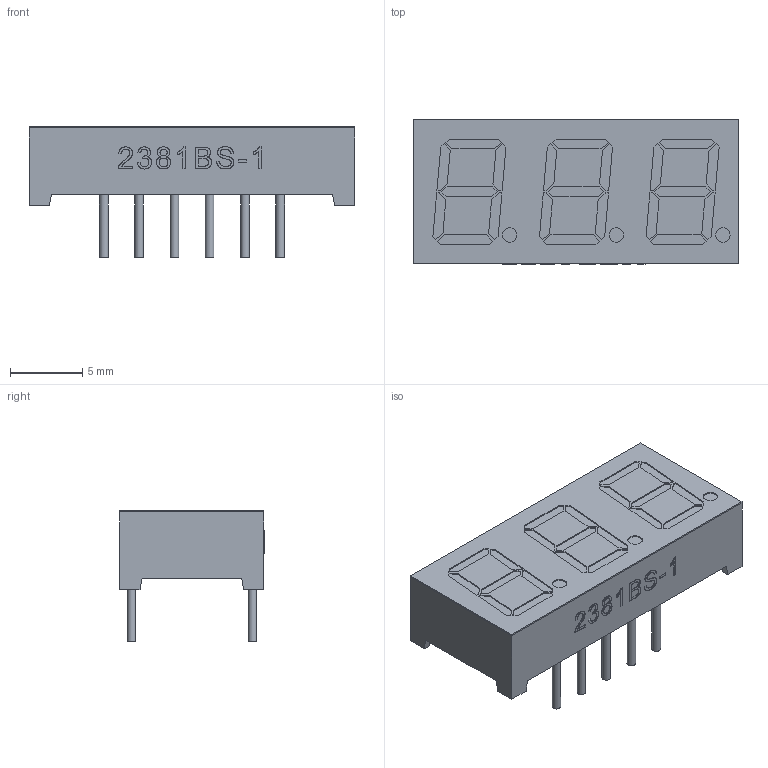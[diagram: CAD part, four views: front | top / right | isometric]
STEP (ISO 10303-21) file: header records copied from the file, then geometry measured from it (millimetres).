
FILE_DESCRIPTION(/* description */ (''),/* implementation_level */ '2;1');
FILE_NAME(/* name */ '2,8_Display-3-Digi_Red.step',/* time_stamp */ '2022-05-23T10:13:56+03:00',/* author */ (''),/* organization */ (''),/* preprocessor_version */ 'ST-DEVELOPER v18.1',/* originating_system */ 'Autodesk Translation Framework v10.14.0.1471',/* authorisation */ '');
FILE_SCHEMA (('AUTOMOTIVE_DESIGN { 1 0 10303 214 3 1 1 }'));
Length unit declared in the file: millimetre
Products named in the file (1): (Unsaved)
Bounding box: 22.6 x 10.02 x 9.1 mm (x, y, z)
Volume: 945.4 mm3; surface area: 1886.2 mm2
Topology: 14 solids, 14 shells, 1750 faces, 5072 edges, 3369 vertices
Faces by surface type: plane 1721, cylinder 29
Full cylindrical faces by diameter (mm): 0.6 x22, 1 x3
Entity records: 58136 total; most frequent: CARTESIAN_POINT 10188, ORIENTED_EDGE 10144, DIRECTION 8653, EDGE_CURVE 5072, LINE 4985, VECTOR 4985, VERTEX_POINT 3369, AXIS2_PLACEMENT_3D 1834
